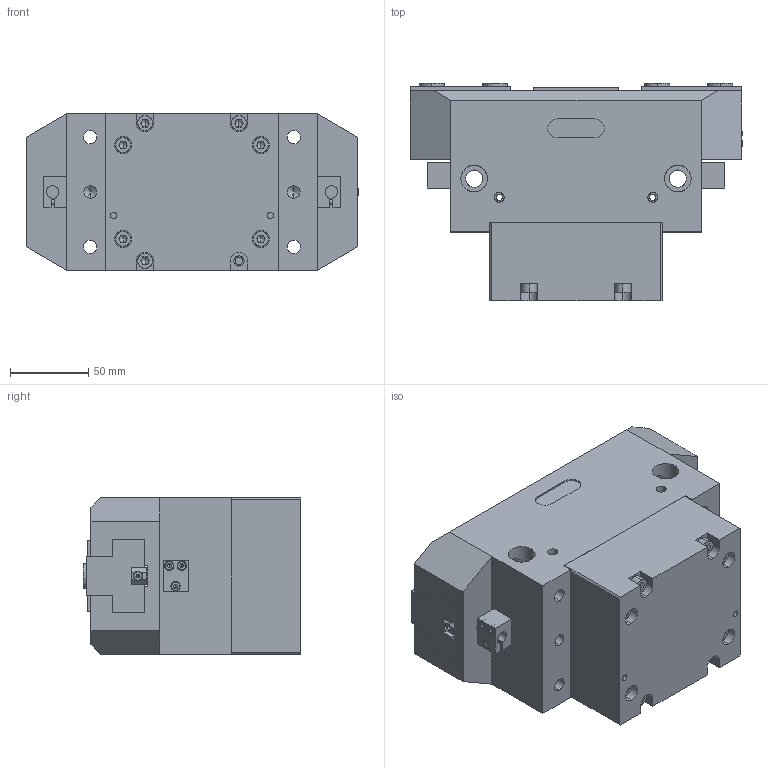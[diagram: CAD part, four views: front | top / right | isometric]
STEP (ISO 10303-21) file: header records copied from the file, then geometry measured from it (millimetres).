
FILE_DESCRIPTION (( 'STEP AP214' ), '1' );
FILE_NAME ('2PG 200AS.STEP', '2012-02-28T07:01:31', ( 'xw4600' ), ( '' ), 'SwSTEP 2.0', 'SolidWorks 2010', '' );
FILE_SCHEMA (( 'AUTOMOTIVE_DESIGN' ));
Length unit declared in the file: millimetre
Products named in the file (14): 2PG200S-02_ル遽; 2PG200S-04_ル遽; 2PG200S-06-1_ル遽; 2PG200S-07_ル遽; 2PG200S-09_ル遽; 2PG200S-10_ル遽; SPRING(2PG200S)_Default; Socket Head Cap Screw_KS_KS 1003 - M3 x 30 x 18-N; Socket Head Cap Screw_KS_KS 1003 - M6 x 45 x 24-N; socket head cap screw_ISO 4762 M3 x 16 --- 16N; countersunk head screw_ISO 10642 - M3 x 8 --- 8N; socket head cap screw_ISO 4762 M3 x 8 --- 8N; 2PG 200AS; 2PG200S-01_ル遽
Assembly tree (34 placements, depth 2):
  2PG 200AS
    2PG200S-04_ル遽  x2
    countersunk head screw_ISO 10642 - M3 x 8 --- 8N  x4
    2PG200S-10_ル遽  x4
    Socket Head Cap Screw_KS_KS 1003 - M6 x 45 x 24-N  x7
    socket head cap screw_ISO 4762 M3 x 16 --- 16N  x4
    2PG200S-02_ル遽
    2PG200S-09_ル遽  x2
    socket head cap screw_ISO 4762 M3 x 8 --- 8N  x2
    2PG200S-01_ル遽
    2PG200S-07_ル遽
    Socket Head Cap Screw_KS_KS 1003 - M3 x 30 x 18-N  x2
    SPRING(2PG200S)_Default  x2
    2PG200S-06-1_ル遽  x2
Bounding box: 212 x 139 x 100 mm (x, y, z)
Volume: 1460679.2 mm3; surface area: 284275.1 mm2
Topology: 34 solids, 34 shells, 1090 faces, 2504 edges, 1521 vertices
Faces by surface type: plane 526, cylinder 352, cone 122, torus 86, bspline 4
Entity records: 22438 total; most frequent: CARTESIAN_POINT 7641, DIRECTION 3005, ORIENTED_EDGE 2610, EDGE_CURVE 1305, AXIS2_PLACEMENT_3D 1142, VERTEX_POINT 834, LINE 721, VECTOR 721
